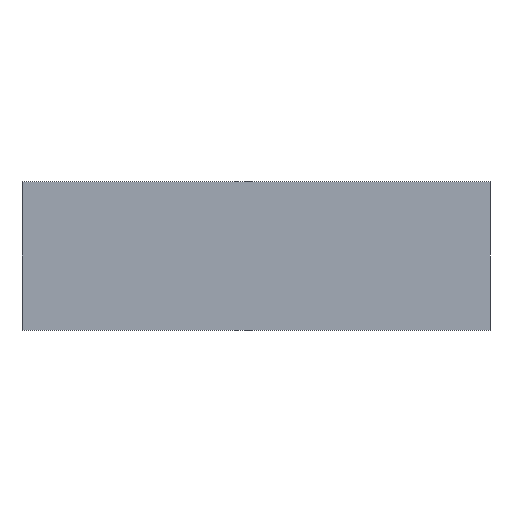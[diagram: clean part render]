
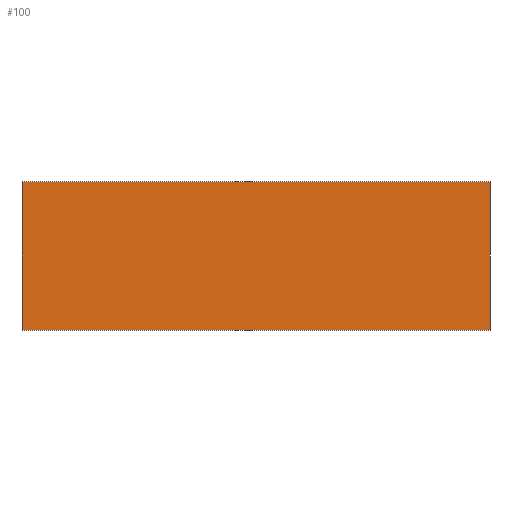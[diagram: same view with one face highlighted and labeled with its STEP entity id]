
A CAD part, front view. The second image highlights one B-rep face of the part: STEP entity #100.
In plain terms, the highlighted planar face has unit normal (0, -1, 0).
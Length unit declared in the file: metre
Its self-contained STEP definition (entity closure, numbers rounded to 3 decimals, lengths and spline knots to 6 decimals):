
#20=ORIENTED_EDGE('',*,*,#43,.T.);
#21=ORIENTED_EDGE('',*,*,#44,.T.);
#22=ORIENTED_EDGE('',*,*,#39,.T.);
#23=ORIENTED_EDGE('',*,*,#41,.F.);
#39=EDGE_CURVE('',#48,#51,#59,.T.);
#41=EDGE_CURVE('',#53,#51,#61,.T.);
#43=EDGE_CURVE('',#53,#54,#63,.T.);
#44=EDGE_CURVE('',#54,#48,#64,.T.);
#48=VERTEX_POINT('',#152);
#51=VERTEX_POINT('',#157);
#53=VERTEX_POINT('',#162);
#54=VERTEX_POINT('',#167);
#59=LINE('',#158,#71);
#61=LINE('',#163,#73);
#63=LINE('',#166,#75);
#64=LINE('',#168,#76);
#71=VECTOR('',#130,1.);
#73=VECTOR('',#134,1.);
#75=VECTOR('',#138,1.);
#76=VECTOR('',#139,1.);
#82=EDGE_LOOP('',(#20,#21,#22,#23));
#88=FACE_BOUND('',#82,.T.);
#94=PLANE('',#119);
#100=ADVANCED_FACE('',(#88),#94,.F.);
#119=AXIS2_PLACEMENT_3D('',#165,#136,#137);
#130=DIRECTION('',(-1.,0.,0.));
#134=DIRECTION('',(0.,0.,1.));
#136=DIRECTION('',(0.,1.,0.));
#137=DIRECTION('',(0.,0.,1.));
#138=DIRECTION('',(1.,0.,0.));
#139=DIRECTION('',(0.,0.,1.));
#152=CARTESIAN_POINT('',(0.021974,0.019685,0.01625));
#157=CARTESIAN_POINT('',(0.018424,0.019685,0.01625));
#158=CARTESIAN_POINT('',(0.020199,0.019685,0.01625));
#162=CARTESIAN_POINT('',(0.018424,0.019685,0.015125));
#163=CARTESIAN_POINT('',(0.018424,0.019685,0.015123));
#165=CARTESIAN_POINT('',(0.020199,0.019685,0.015123));
#166=CARTESIAN_POINT('',(0.020199,0.019685,0.015125));
#167=CARTESIAN_POINT('',(0.021974,0.019685,0.015125));
#168=CARTESIAN_POINT('',(0.021974,0.019685,0.015123));
